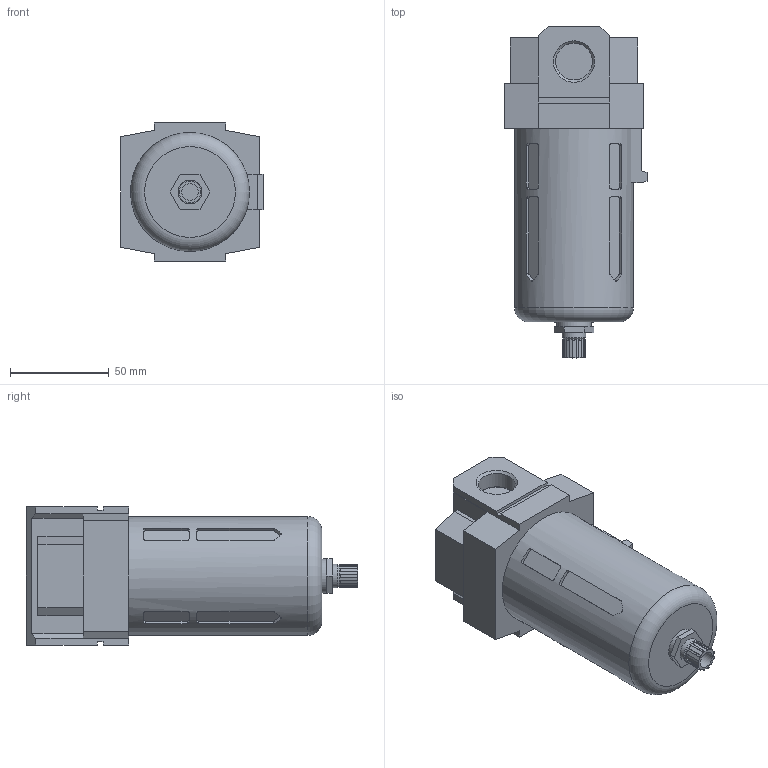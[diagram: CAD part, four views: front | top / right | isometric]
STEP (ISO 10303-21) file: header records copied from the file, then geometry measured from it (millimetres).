
FILE_DESCRIPTION(/* description */ ('STEP AP203'),/* implementation_level */ '2;1');
FILE_NAME(/* name */ 'EIF4000-04',/* time_stamp */ '2025-07-02T16:59:14+02:00',/* author */ ('License CC BY-ND 4.0'),/* organization */ ('CADENAS'),/* preprocessor_version */ 'ST-DEVELOPER v19.3',/* originating_system */ 'PARTsolutions',/* authorisation */ ' ');
FILE_SCHEMA (('CONFIG_CONTROL_DESIGN'));
Length unit declared in the file: millimetre
Products named in the file (1): EIF4000-04
Bounding box: 72 x 168 x 70 mm (x, y, z)
Volume: 466578.8 mm3; surface area: 45171 mm2
Topology: 1 solids, 1 shells, 227 faces, 598 edges, 392 vertices
Faces by surface type: plane 166, cylinder 47, cone 13, torus 1
Full cylindrical faces by diameter (mm): 4.134 x4, 8.566 x1, 12 x2, 17.5 x1, 18.631 x2, 60.2 x1
Entity records: 6895 total; most frequent: CARTESIAN_POINT 1323, ORIENTED_EDGE 1140, DIRECTION 1111, EDGE_CURVE 570, LINE 413, VECTOR 413, VERTEX_POINT 389, AXIS2_PLACEMENT_3D 349
